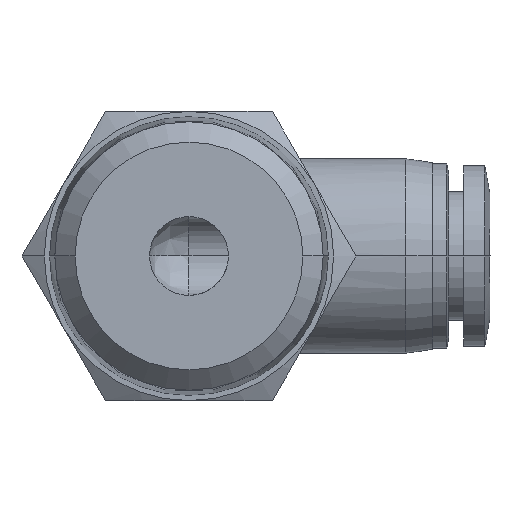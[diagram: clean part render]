
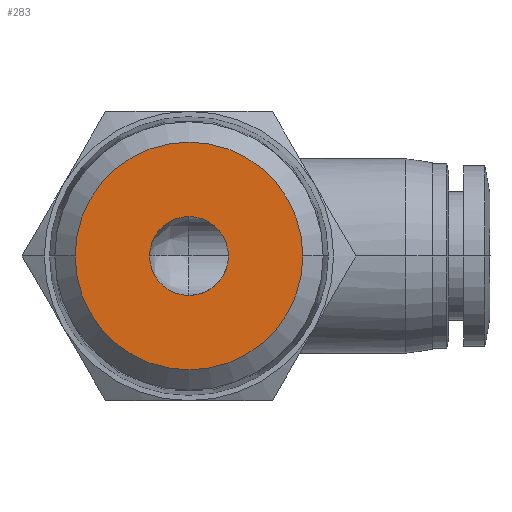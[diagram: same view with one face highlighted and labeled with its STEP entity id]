
A CAD part, front view. The second image highlights one B-rep face of the part: STEP entity #283.
In plain terms, the highlighted planar face has unit normal (0, -1, 0).
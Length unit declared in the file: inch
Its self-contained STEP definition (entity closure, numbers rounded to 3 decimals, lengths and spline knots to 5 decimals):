
#128 = DIRECTION ( 'NONE',  ( 0., 0., -1. ) ) ;
#205 = FACE_BOUND ( 'NONE', #1808, .T. ) ;
#283 = ADVANCED_FACE ( 'NONE', ( #205, #1673 ), #856, .T. ) ;
#361 = DIRECTION ( 'NONE',  ( 0., -1., 0. ) ) ;
#406 = CARTESIAN_POINT ( 'NONE',  ( 0.17052, -1.37795, 0. ) ) ;
#551 = DIRECTION ( 'NONE',  ( -1., 0., 0. ) ) ;
#563 = DIRECTION ( 'NONE',  ( 0., -1., 0. ) ) ;
#570 = EDGE_CURVE ( 'NONE', #2948, #1177, #2836, .T. ) ;
#574 = AXIS2_PLACEMENT_3D ( 'NONE', #1281, #1145, #1135 ) ;
#575 = CARTESIAN_POINT ( 'NONE',  ( 0., -1.37795, 0. ) ) ;
#605 = EDGE_CURVE ( 'NONE', #1177, #2948, #3002, .T. ) ;
#802 = CARTESIAN_POINT ( 'NONE',  ( 0.34104, -1.37795, 0. ) ) ;
#856 = PLANE ( 'NONE',  #2672 ) ;
#1111 = EDGE_CURVE ( 'NONE', #1136, #1412, #3352, .T. ) ;
#1135 = DIRECTION ( 'NONE',  ( -1., 0., 0. ) ) ;
#1136 = VERTEX_POINT ( 'NONE', #3067 ) ;
#1145 = DIRECTION ( 'NONE',  ( 0., 1., 0. ) ) ;
#1177 = VERTEX_POINT ( 'NONE', #2684 ) ;
#1192 = AXIS2_PLACEMENT_3D ( 'NONE', #575, #563, #551 ) ;
#1281 = CARTESIAN_POINT ( 'NONE',  ( 0., -1.37795, 0. ) ) ;
#1412 = VERTEX_POINT ( 'NONE', #802 ) ;
#1487 = ORIENTED_EDGE ( 'NONE', *, *, #1111, .T. ) ;
#1588 = AXIS2_PLACEMENT_3D ( 'NONE', #3050, #3034, #3022 ) ;
#1655 = AXIS2_PLACEMENT_3D ( 'NONE', #1922, #1910, #1877 ) ;
#1673 = FACE_OUTER_BOUND ( 'NONE', #2991, .T. ) ;
#1782 = CIRCLE ( 'NONE', #1192, 0.34104 ) ;
#1793 = CARTESIAN_POINT ( 'NONE',  ( 0.11811, -1.37795, 0. ) ) ;
#1808 = EDGE_LOOP ( 'NONE', ( #2637, #1852 ) ) ;
#1815 = EDGE_CURVE ( 'NONE', #1412, #1136, #1782, .T. ) ;
#1852 = ORIENTED_EDGE ( 'NONE', *, *, #570, .T. ) ;
#1877 = DIRECTION ( 'NONE',  ( -1., 0., 0. ) ) ;
#1910 = DIRECTION ( 'NONE',  ( 0., 1., 0. ) ) ;
#1922 = CARTESIAN_POINT ( 'NONE',  ( 0., -1.37795, 0. ) ) ;
#2555 = ORIENTED_EDGE ( 'NONE', *, *, #1815, .T. ) ;
#2637 = ORIENTED_EDGE ( 'NONE', *, *, #605, .T. ) ;
#2672 = AXIS2_PLACEMENT_3D ( 'NONE', #406, #361, #128 ) ;
#2684 = CARTESIAN_POINT ( 'NONE',  ( -0.11811, -1.37795, 0. ) ) ;
#2836 = CIRCLE ( 'NONE', #1655, 0.11811 ) ;
#2948 = VERTEX_POINT ( 'NONE', #1793 ) ;
#2991 = EDGE_LOOP ( 'NONE', ( #1487, #2555 ) ) ;
#3002 = CIRCLE ( 'NONE', #574, 0.11811 ) ;
#3022 = DIRECTION ( 'NONE',  ( -1., 0., 0. ) ) ;
#3034 = DIRECTION ( 'NONE',  ( 0., -1., 0. ) ) ;
#3050 = CARTESIAN_POINT ( 'NONE',  ( 0., -1.37795, 0. ) ) ;
#3067 = CARTESIAN_POINT ( 'NONE',  ( -0.34104, -1.37795, 0. ) ) ;
#3352 = CIRCLE ( 'NONE', #1588, 0.34104 ) ;
